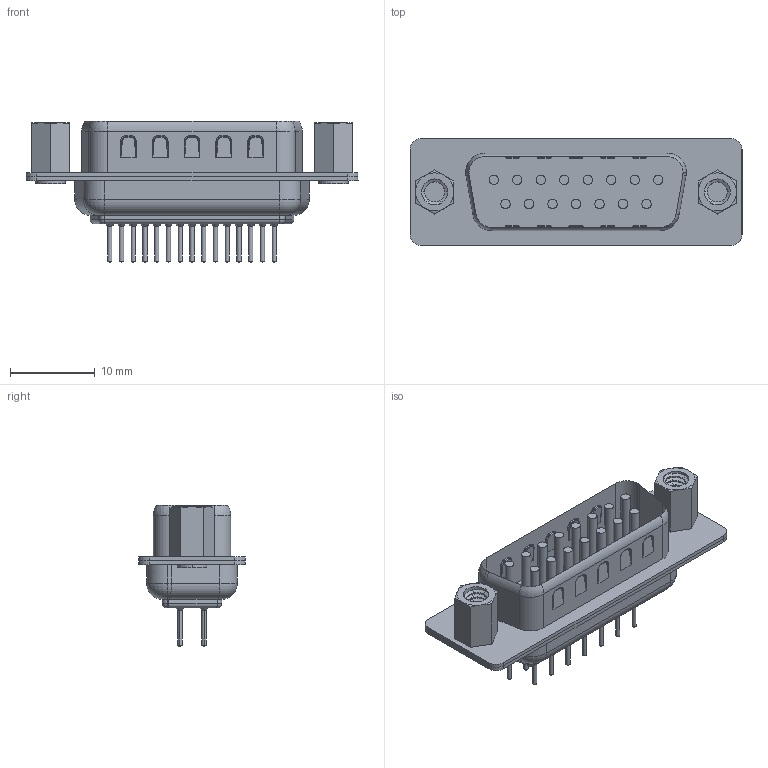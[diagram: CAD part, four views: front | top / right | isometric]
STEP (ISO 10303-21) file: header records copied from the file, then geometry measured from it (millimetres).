
FILE_DESCRIPTION(('CATIA V5 STEP Exchange','CAx-IF Rec.Pracs.--- Model Styling and Organization---1.4--- 2014-01-23'),'2;1');
FILE_NAME ('1171925-2_0', '2020-12-09T11:41:19+00:00', ('none'), ('Weidmueller'), 'CATIA Version 5-6 Release 2016 SP3 HF44', 'CATIA V5 STEP AP214', 'none');
FILE_SCHEMA(('AUTOMOTIVE_DESIGN { 1 0 10303 214 1 1 1 1 }'));
Length unit declared in the file: millimetre
Products named in the file (1): 2707180000
Bounding box: 39.14 x 12.55 x 16.7 mm (x, y, z)
Volume: 2094.4 mm3; surface area: 5362.1 mm2
Topology: 39 solids, 39 shells, 1114 faces, 2677 edges, 1663 vertices
Faces by surface type: bspline 418, cylinder 410, plane 156, cone 72, torus 52, sphere 6
Entity records: 37733 total; most frequent: CARTESIAN_POINT 17209, ORIENTED_EDGE 5346, EDGE_CURVE 2673, DIRECTION 2577, VERTEX_POINT 1663, AXIS2_PLACEMENT_3D 1256, EDGE_LOOP 1238, ADVANCED_FACE 1114
